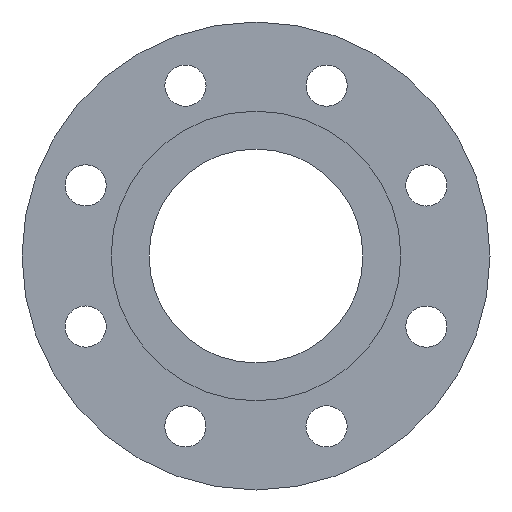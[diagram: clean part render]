
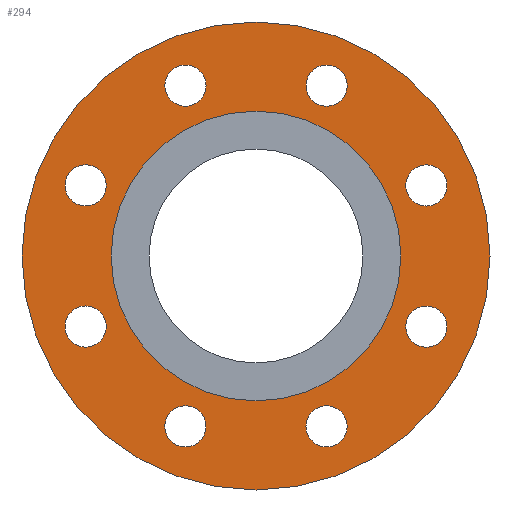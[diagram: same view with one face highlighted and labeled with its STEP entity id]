
A CAD part, front view. The second image highlights one B-rep face of the part: STEP entity #294.
In plain terms, the highlighted planar face has unit normal (0, -1, 0).
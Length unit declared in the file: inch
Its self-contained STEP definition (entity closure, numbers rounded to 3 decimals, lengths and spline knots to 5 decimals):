
#16=FACE_BOUND('',#68,.T.);
#17=FACE_BOUND('',#69,.T.);
#18=FACE_BOUND('',#70,.T.);
#19=FACE_BOUND('',#71,.T.);
#20=FACE_BOUND('',#72,.T.);
#21=FACE_BOUND('',#73,.T.);
#22=FACE_BOUND('',#74,.T.);
#23=FACE_BOUND('',#75,.T.);
#24=FACE_BOUND('',#76,.T.);
#36=PLANE('',#352);
#50=FACE_OUTER_BOUND('',#67,.T.);
#67=EDGE_LOOP('',(#241));
#68=EDGE_LOOP('',(#242));
#69=EDGE_LOOP('',(#243));
#70=EDGE_LOOP('',(#244));
#71=EDGE_LOOP('',(#245));
#72=EDGE_LOOP('',(#246));
#73=EDGE_LOOP('',(#247));
#74=EDGE_LOOP('',(#248));
#75=EDGE_LOOP('',(#249));
#76=EDGE_LOOP('',(#250));
#116=CIRCLE('',#323,0.44);
#118=CIRCLE('',#326,0.44);
#120=CIRCLE('',#329,0.44);
#122=CIRCLE('',#332,0.44);
#124=CIRCLE('',#335,0.44);
#126=CIRCLE('',#338,0.44);
#128=CIRCLE('',#341,0.44);
#130=CIRCLE('',#344,0.44);
#134=CIRCLE('',#351,3.095);
#135=CIRCLE('',#353,5.);
#140=VERTEX_POINT('',#459);
#142=VERTEX_POINT('',#465);
#144=VERTEX_POINT('',#471);
#146=VERTEX_POINT('',#477);
#148=VERTEX_POINT('',#483);
#150=VERTEX_POINT('',#489);
#152=VERTEX_POINT('',#495);
#154=VERTEX_POINT('',#501);
#158=VERTEX_POINT('',#514);
#159=VERTEX_POINT('',#518);
#165=EDGE_CURVE('',#140,#140,#116,.T.);
#168=EDGE_CURVE('',#142,#142,#118,.T.);
#171=EDGE_CURVE('',#144,#144,#120,.T.);
#174=EDGE_CURVE('',#146,#146,#122,.T.);
#177=EDGE_CURVE('',#148,#148,#124,.T.);
#180=EDGE_CURVE('',#150,#150,#126,.T.);
#183=EDGE_CURVE('',#152,#152,#128,.T.);
#186=EDGE_CURVE('',#154,#154,#130,.T.);
#191=EDGE_CURVE('',#158,#158,#134,.T.);
#193=EDGE_CURVE('',#159,#159,#135,.T.);
#241=ORIENTED_EDGE('',*,*,#193,.F.);
#242=ORIENTED_EDGE('',*,*,#165,.T.);
#243=ORIENTED_EDGE('',*,*,#168,.T.);
#244=ORIENTED_EDGE('',*,*,#171,.T.);
#245=ORIENTED_EDGE('',*,*,#174,.T.);
#246=ORIENTED_EDGE('',*,*,#177,.T.);
#247=ORIENTED_EDGE('',*,*,#180,.T.);
#248=ORIENTED_EDGE('',*,*,#183,.T.);
#249=ORIENTED_EDGE('',*,*,#186,.T.);
#250=ORIENTED_EDGE('',*,*,#191,.T.);
#294=ADVANCED_FACE('',(#50,#16,#17,#18,#19,#20,#21,#22,#23,#24),#36,.T.);
#323=AXIS2_PLACEMENT_3D('',#461,#368,#369);
#326=AXIS2_PLACEMENT_3D('',#467,#375,#376);
#329=AXIS2_PLACEMENT_3D('',#473,#382,#383);
#332=AXIS2_PLACEMENT_3D('',#479,#389,#390);
#335=AXIS2_PLACEMENT_3D('',#485,#396,#397);
#338=AXIS2_PLACEMENT_3D('',#491,#403,#404);
#341=AXIS2_PLACEMENT_3D('',#497,#410,#411);
#344=AXIS2_PLACEMENT_3D('',#503,#417,#418);
#351=AXIS2_PLACEMENT_3D('',#515,#432,#433);
#352=AXIS2_PLACEMENT_3D('',#517,#435,#436);
#353=AXIS2_PLACEMENT_3D('',#519,#437,#438);
#368=DIRECTION('center_axis',(0.,1.,0.));
#369=DIRECTION('ref_axis',(0.707,0.,0.707));
#375=DIRECTION('center_axis',(0.,1.,0.));
#376=DIRECTION('ref_axis',(0.,0.,1.));
#382=DIRECTION('center_axis',(0.,1.,0.));
#383=DIRECTION('ref_axis',(-0.707,0.,0.707));
#389=DIRECTION('center_axis',(0.,1.,0.));
#390=DIRECTION('ref_axis',(-1.,0.,0.));
#396=DIRECTION('center_axis',(0.,1.,0.));
#397=DIRECTION('ref_axis',(-0.707,0.,-0.707));
#403=DIRECTION('center_axis',(0.,1.,0.));
#404=DIRECTION('ref_axis',(0.,0.,-1.));
#410=DIRECTION('center_axis',(0.,1.,0.));
#411=DIRECTION('ref_axis',(0.707,0.,-0.707));
#417=DIRECTION('center_axis',(0.,1.,0.));
#418=DIRECTION('ref_axis',(1.,0.,0.));
#432=DIRECTION('center_axis',(0.,1.,0.));
#433=DIRECTION('ref_axis',(1.,0.,0.));
#435=DIRECTION('center_axis',(0.,-1.,0.));
#436=DIRECTION('ref_axis',(0.,0.,-1.));
#437=DIRECTION('center_axis',(0.,1.,0.));
#438=DIRECTION('ref_axis',(1.,0.,0.));
#459=CARTESIAN_POINT('',(3.32896,0.0625,-1.8189));
#461=CARTESIAN_POINT('Origin',(3.64009,0.0625,-1.50777));
#465=CARTESIAN_POINT('',(3.64009,0.0625,1.06777));
#467=CARTESIAN_POINT('Origin',(3.64009,0.0625,1.50777));
#471=CARTESIAN_POINT('',(1.8189,0.0625,3.32896));
#473=CARTESIAN_POINT('Origin',(1.50777,0.0625,3.64009));
#477=CARTESIAN_POINT('',(-1.06777,0.0625,3.64009));
#479=CARTESIAN_POINT('Origin',(-1.50777,0.0625,3.64009));
#483=CARTESIAN_POINT('',(-3.32896,0.0625,1.8189));
#485=CARTESIAN_POINT('Origin',(-3.64009,0.0625,1.50777));
#489=CARTESIAN_POINT('',(-3.64009,0.0625,-1.06777));
#491=CARTESIAN_POINT('Origin',(-3.64009,0.0625,-1.50777));
#495=CARTESIAN_POINT('',(-1.8189,0.0625,-3.32896));
#497=CARTESIAN_POINT('Origin',(-1.50777,0.0625,-3.64009));
#501=CARTESIAN_POINT('',(1.06777,0.0625,-3.64009));
#503=CARTESIAN_POINT('Origin',(1.50777,0.0625,-3.64009));
#514=CARTESIAN_POINT('',(3.095,0.0625,0.));
#515=CARTESIAN_POINT('Origin',(0.,0.0625,0.));
#517=CARTESIAN_POINT('Origin',(-5.,0.0625,0.));
#518=CARTESIAN_POINT('',(5.,0.0625,0.));
#519=CARTESIAN_POINT('Origin',(0.,0.0625,0.));
